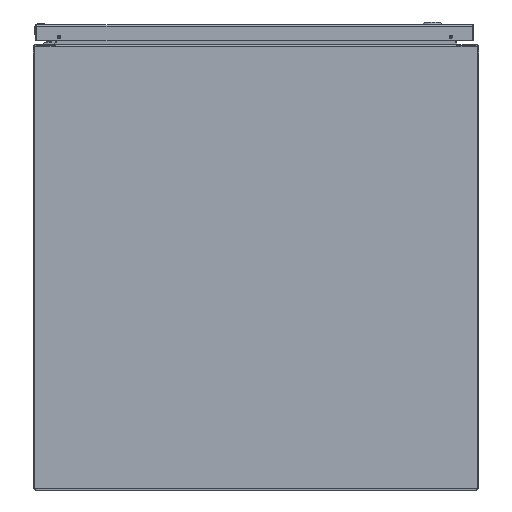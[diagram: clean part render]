
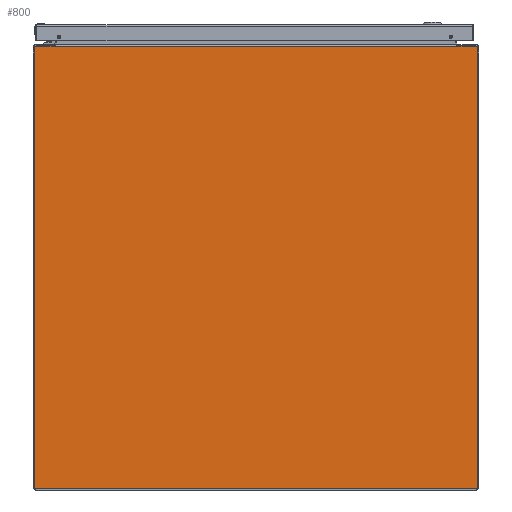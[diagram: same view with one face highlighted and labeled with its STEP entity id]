
A CAD part, front view. The second image highlights one B-rep face of the part: STEP entity #800.
In plain terms, the highlighted planar face has unit normal (0, -1, 0).
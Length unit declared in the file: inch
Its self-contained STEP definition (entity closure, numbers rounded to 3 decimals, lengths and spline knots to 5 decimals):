
#122 = CARTESIAN_POINT ( 'NONE',  ( -11.937, -15., 0. ) ) ;
#254 = EDGE_CURVE ( 'NONE', #99160, #161525, #60698, .T. ) ;
#498 = ORIENTED_EDGE ( 'NONE', *, *, #156493, .F. ) ;
#743 = CARTESIAN_POINT ( 'NONE',  ( -10.82312, -15., 11.937 ) ) ;
#800 = ADVANCED_FACE ( 'NONE', ( #31080 ), #128331, .T. ) ;
#1366 = CARTESIAN_POINT ( 'NONE',  ( -10.81836, -15., 11.91 ) ) ;
#5392 = DIRECTION ( 'NONE',  ( 0., 1., 0. ) ) ;
#6959 = AXIS2_PLACEMENT_3D ( 'NONE', #36302, #119466, #24838 ) ;
#7395 = EDGE_CURVE ( 'NONE', #45723, #100557, #16317, .T. ) ;
#7412 = LINE ( 'NONE', #171011, #140535 ) ;
#9546 = VECTOR ( 'NONE', #53867, 39.37008 ) ;
#10129 = EDGE_CURVE ( 'NONE', #132584, #21561, #134392, .T. ) ;
#11295 = DIRECTION ( 'NONE',  ( -0.174, 0., -0.985 ) ) ;
#11793 = LINE ( 'NONE', #79324, #9546 ) ;
#14088 = ORIENTED_EDGE ( 'NONE', *, *, #10129, .F. ) ;
#14154 = VECTOR ( 'NONE', #11295, 39.37008 ) ;
#15430 = VERTEX_POINT ( 'NONE', #150781 ) ;
#15509 = ORIENTED_EDGE ( 'NONE', *, *, #56087, .F. ) ;
#16317 = CIRCLE ( 'NONE', #133841, 0.08 ) ;
#16319 = EDGE_CURVE ( 'NONE', #100557, #79286, #159380, .T. ) ;
#17107 = VERTEX_POINT ( 'NONE', #18979 ) ;
#18979 = CARTESIAN_POINT ( 'NONE',  ( 10.798, -15., 11.883 ) ) ;
#19723 = CARTESIAN_POINT ( 'NONE',  ( 10.80579, -15., 11.883 ) ) ;
#21561 = VERTEX_POINT ( 'NONE', #743 ) ;
#24838 = DIRECTION ( 'NONE',  ( 0., 0., -1. ) ) ;
#25811 = LINE ( 'NONE', #1366, #139868 ) ;
#28448 = CARTESIAN_POINT ( 'NONE',  ( 11.937, -15., -11.857 ) ) ;
#30827 = ORIENTED_EDGE ( 'NONE', *, *, #120473, .F. ) ;
#31080 = FACE_OUTER_BOUND ( 'NONE', #54499, .T. ) ;
#33117 = ORIENTED_EDGE ( 'NONE', *, *, #146860, .T. ) ;
#35424 = VERTEX_POINT ( 'NONE', #125655 ) ;
#35844 = CARTESIAN_POINT ( 'NONE',  ( -10.798, -15., 11.883 ) ) ;
#36302 = CARTESIAN_POINT ( 'NONE',  ( 0., -15., 0. ) ) ;
#37116 = DIRECTION ( 'NONE',  ( 1., 0., 0. ) ) ;
#37327 = CARTESIAN_POINT ( 'NONE',  ( -11.937, -15., -11.857 ) ) ;
#38133 = VECTOR ( 'NONE', #123747, 39.37008 ) ;
#39821 = CARTESIAN_POINT ( 'NONE',  ( 0., -15., 11.937 ) ) ;
#42286 = CARTESIAN_POINT ( 'NONE',  ( 11.857, -15., 11.937 ) ) ;
#44328 = DIRECTION ( 'NONE',  ( -1., 0., 0. ) ) ;
#45081 = VERTEX_POINT ( 'NONE', #156045 ) ;
#45723 = VERTEX_POINT ( 'NONE', #85592 ) ;
#45810 = LINE ( 'NONE', #151752, #38133 ) ;
#47866 = DIRECTION ( 'NONE',  ( 0., 0., -1. ) ) ;
#49500 = EDGE_CURVE ( 'NONE', #161525, #108967, #109245, .T. ) ;
#50053 = ORIENTED_EDGE ( 'NONE', *, *, #254, .F. ) ;
#52610 = EDGE_CURVE ( 'NONE', #35424, #45081, #157576, .T. ) ;
#53867 = DIRECTION ( 'NONE',  ( -1., 0., 0. ) ) ;
#54499 = EDGE_LOOP ( 'NONE', ( #14088, #498, #67179, #84209, #15509, #30827, #113581, #50053, #71100, #166118, #138279, #33117, #108313, #116747 ) ) ;
#55878 = CARTESIAN_POINT ( 'NONE',  ( 11.937, -15., 0. ) ) ;
#56087 = EDGE_CURVE ( 'NONE', #15430, #45723, #11793, .T. ) ;
#57741 = VECTOR ( 'NONE', #144103, 39.37008 ) ;
#58800 = DIRECTION ( 'NONE',  ( 0., 0., -1. ) ) ;
#59384 = CARTESIAN_POINT ( 'NONE',  ( -10.8136, -15., 11.883 ) ) ;
#60698 = CIRCLE ( 'NONE', #158502, 0.08 ) ;
#67179 = ORIENTED_EDGE ( 'NONE', *, *, #16319, .F. ) ;
#71100 = ORIENTED_EDGE ( 'NONE', *, *, #75566, .F. ) ;
#72108 = DIRECTION ( 'NONE',  ( 0., 0., -1. ) ) ;
#72373 = CARTESIAN_POINT ( 'NONE',  ( 11.857, -15., -11.857 ) ) ;
#74173 = DIRECTION ( 'NONE',  ( 0., 1., 0. ) ) ;
#75566 = EDGE_CURVE ( 'NONE', #35424, #99160, #7412, .T. ) ;
#79286 = VERTEX_POINT ( 'NONE', #107390 ) ;
#79324 = CARTESIAN_POINT ( 'NONE',  ( 0., -15., -11.937 ) ) ;
#80559 = VECTOR ( 'NONE', #82200, 39.37008 ) ;
#81679 = CIRCLE ( 'NONE', #140234, 0.08 ) ;
#81842 = AXIS2_PLACEMENT_3D ( 'NONE', #127559, #74173, #47866 ) ;
#82200 = DIRECTION ( 'NONE',  ( 0., 0., -1. ) ) ;
#83418 = EDGE_CURVE ( 'NONE', #21561, #137317, #25811, .T. ) ;
#84209 = ORIENTED_EDGE ( 'NONE', *, *, #7395, .F. ) ;
#84721 = LINE ( 'NONE', #19723, #86110 ) ;
#85550 = DIRECTION ( 'NONE',  ( 0., 1., 0. ) ) ;
#85592 = CARTESIAN_POINT ( 'NONE',  ( -11.857, -15., -11.937 ) ) ;
#86110 = VECTOR ( 'NONE', #44328, 39.37008 ) ;
#91491 = VECTOR ( 'NONE', #119998, 39.37008 ) ;
#96920 = VERTEX_POINT ( 'NONE', #35844 ) ;
#99160 = VERTEX_POINT ( 'NONE', #42286 ) ;
#100557 = VERTEX_POINT ( 'NONE', #37327 ) ;
#105000 = CARTESIAN_POINT ( 'NONE',  ( -10.80579, -15., 11.883 ) ) ;
#107390 = CARTESIAN_POINT ( 'NONE',  ( -11.937, -15., 11.857 ) ) ;
#108313 = ORIENTED_EDGE ( 'NONE', *, *, #157850, .F. ) ;
#108967 = VERTEX_POINT ( 'NONE', #28448 ) ;
#109245 = LINE ( 'NONE', #55878, #80559 ) ;
#110170 = CARTESIAN_POINT ( 'NONE',  ( 11.937, -15., 11.857 ) ) ;
#111275 = CARTESIAN_POINT ( 'NONE',  ( -11.857, -15., 11.937 ) ) ;
#113581 = ORIENTED_EDGE ( 'NONE', *, *, #49500, .F. ) ;
#116367 = EDGE_CURVE ( 'NONE', #45081, #17107, #84721, .T. ) ;
#116747 = ORIENTED_EDGE ( 'NONE', *, *, #83418, .F. ) ;
#119466 = DIRECTION ( 'NONE',  ( 0., -1., 0. ) ) ;
#119998 = DIRECTION ( 'NONE',  ( 0., 0., 1. ) ) ;
#120473 = EDGE_CURVE ( 'NONE', #108967, #15430, #81679, .T. ) ;
#123747 = DIRECTION ( 'NONE',  ( -1., 0., 0. ) ) ;
#125655 = CARTESIAN_POINT ( 'NONE',  ( 10.82312, -15., 11.937 ) ) ;
#127559 = CARTESIAN_POINT ( 'NONE',  ( -11.857, -15., 11.857 ) ) ;
#128331 = PLANE ( 'NONE',  #6959 ) ;
#132584 = VERTEX_POINT ( 'NONE', #111275 ) ;
#133841 = AXIS2_PLACEMENT_3D ( 'NONE', #166399, #5392, #58800 ) ;
#133874 = LINE ( 'NONE', #105000, #168950 ) ;
#134392 = LINE ( 'NONE', #39821, #57741 ) ;
#137317 = VERTEX_POINT ( 'NONE', #59384 ) ;
#137722 = DIRECTION ( 'NONE',  ( 0., 1., 0. ) ) ;
#138279 = ORIENTED_EDGE ( 'NONE', *, *, #116367, .T. ) ;
#138839 = DIRECTION ( 'NONE',  ( 0., 0., -1. ) ) ;
#139868 = VECTOR ( 'NONE', #160664, 39.37008 ) ;
#140234 = AXIS2_PLACEMENT_3D ( 'NONE', #72373, #85550, #138839 ) ;
#140535 = VECTOR ( 'NONE', #37116, 39.37008 ) ;
#144103 = DIRECTION ( 'NONE',  ( 1., 0., 0. ) ) ;
#144441 = CARTESIAN_POINT ( 'NONE',  ( 10.81836, -15., 11.91 ) ) ;
#146860 = EDGE_CURVE ( 'NONE', #17107, #96920, #45810, .T. ) ;
#150781 = CARTESIAN_POINT ( 'NONE',  ( 11.857, -15., -11.937 ) ) ;
#151752 = CARTESIAN_POINT ( 'NONE',  ( 0., -15., 11.883 ) ) ;
#156045 = CARTESIAN_POINT ( 'NONE',  ( 10.8136, -15., 11.883 ) ) ;
#156493 = EDGE_CURVE ( 'NONE', #79286, #132584, #157294, .T. ) ;
#157294 = CIRCLE ( 'NONE', #81842, 0.08 ) ;
#157576 = LINE ( 'NONE', #144441, #14154 ) ;
#157850 = EDGE_CURVE ( 'NONE', #137317, #96920, #133874, .T. ) ;
#158502 = AXIS2_PLACEMENT_3D ( 'NONE', #166555, #137722, #72108 ) ;
#159380 = LINE ( 'NONE', #122, #91491 ) ;
#160664 = DIRECTION ( 'NONE',  ( 0.174, 0., -0.985 ) ) ;
#161525 = VERTEX_POINT ( 'NONE', #110170 ) ;
#166118 = ORIENTED_EDGE ( 'NONE', *, *, #52610, .T. ) ;
#166399 = CARTESIAN_POINT ( 'NONE',  ( -11.857, -15., -11.857 ) ) ;
#166555 = CARTESIAN_POINT ( 'NONE',  ( 11.857, -15., 11.857 ) ) ;
#168950 = VECTOR ( 'NONE', #173202, 39.37008 ) ;
#171011 = CARTESIAN_POINT ( 'NONE',  ( 0., -15., 11.937 ) ) ;
#173202 = DIRECTION ( 'NONE',  ( 1., 0., 0. ) ) ;
